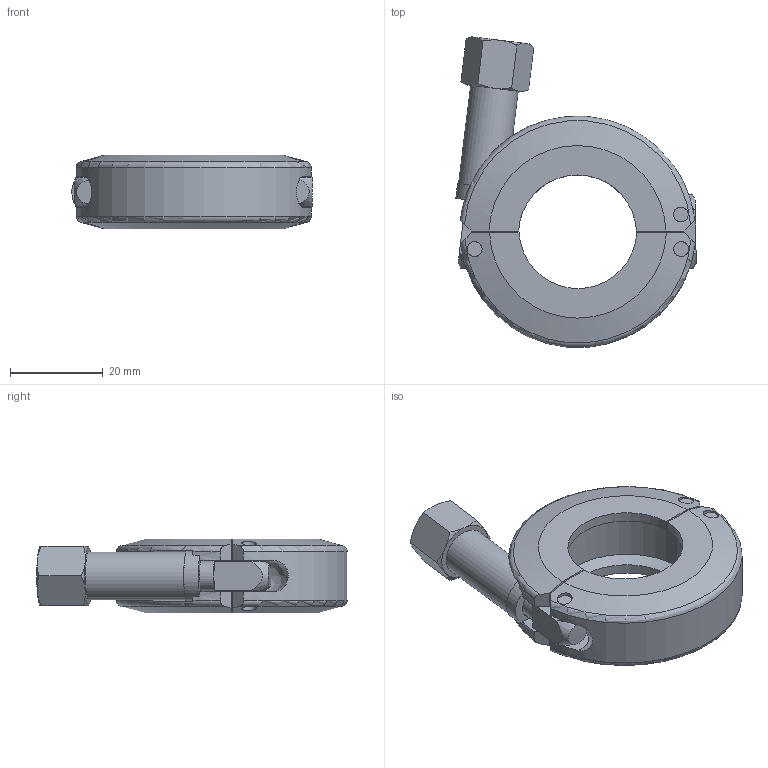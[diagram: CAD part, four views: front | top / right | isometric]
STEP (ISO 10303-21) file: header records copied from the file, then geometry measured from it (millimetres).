
FILE_DESCRIPTION(/* description */ (''),/* implementation_level */ '2;1');
FILE_NAME(/* name */ 'KF-CC-1016-04.stp',/* time_stamp */ '2016-07-19T11:21:02+08:00',/* author */ ('raccy_lai'),/* organization */ (''),/* preprocessor_version */ 'ST-DEVELOPER v16.1',/* originating_system */ 'Autodesk Inventor 2016',/* authorisation */ '');
FILE_SCHEMA (('AUTOMOTIVE_DESIGN { 1 0 10303 214 3 1 1 }'));
Length unit declared in the file: millimetre
Products named in the file (8): KF-CC-1016-04(A); KF-CC-1016-04(B); KF-CC-1016-04(C); KF-CC-1016-04(D); KF-CC-1016-04(E); KF-CC-1016-04(F); KF-CC-1016-04(G); KF-CC-1016-04
Assembly tree (9 placements, depth 2):
  KF-CC-1016-04
    KF-CC-1016-04(A)
    KF-CC-1016-04(B)
    KF-CC-1016-04(C)
    KF-CC-1016-04(D)
    KF-CC-1016-04(E)
    KF-CC-1016-04(F)
    KF-CC-1016-04(G)  x3
Bounding box: 51.72 x 66.83 x 15.88 mm (x, y, z)
Volume: 21370.6 mm3; surface area: 12102.2 mm2
Topology: 9 solids, 9 shells, 128 faces, 323 edges, 215 vertices
Faces by surface type: plane 64, cylinder 29, cone 28, torus 4, bspline 3
Full cylindrical faces by diameter (mm): 3.18 x3, 3.2 x6, 3.25 x3, 4.978 x1, 6.35 x1, 6.86 x1, 7 x1, 10.31 x1, 10.74 x1
Entity records: 4242 total; most frequent: CARTESIAN_POINT 1399, ORIENTED_EDGE 576, DIRECTION 536, EDGE_CURVE 288, AXIS2_PLACEMENT_3D 224, VERTEX_POINT 202, EDGE_LOOP 166, FACE_OUTER_BOUND 122
